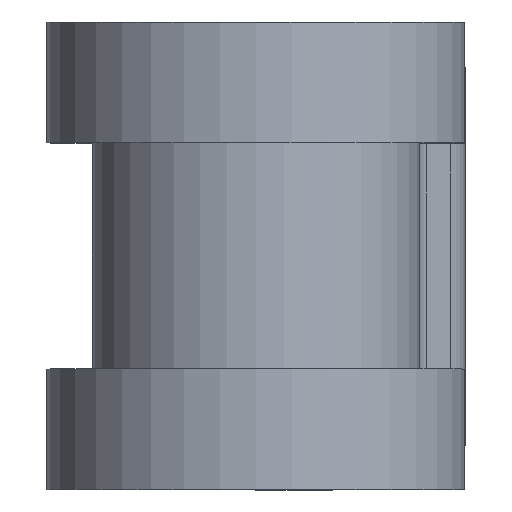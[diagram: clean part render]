
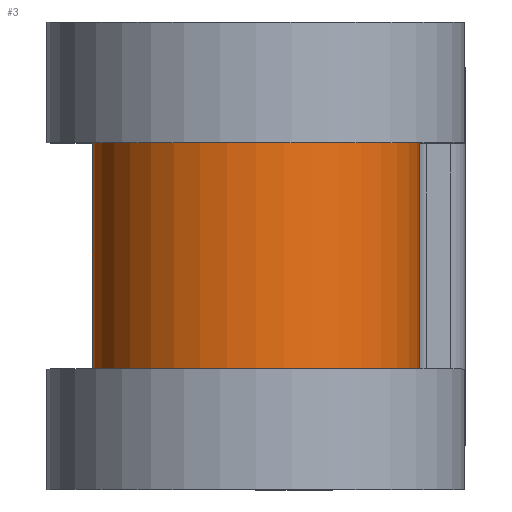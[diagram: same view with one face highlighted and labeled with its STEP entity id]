
A CAD part, top view. The second image highlights one B-rep face of the part: STEP entity #3.
In plain terms, the highlighted cylindrical face has radius 5.512 mm (diameter 11.024 mm), a partial arc.
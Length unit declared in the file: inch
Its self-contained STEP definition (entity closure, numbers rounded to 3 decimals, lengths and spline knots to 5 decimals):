
#3 = ADVANCED_FACE ( 'NONE', ( #923 ), #1243, .T. ) ;
#52 = DIRECTION ( 'NONE',  ( 0., 0., -1. ) ) ;
#83 = EDGE_CURVE ( 'NONE', #440, #1742, #160, .T. ) ;
#146 = ORIENTED_EDGE ( 'NONE', *, *, #1127, .F. ) ;
#160 = CIRCLE ( 'NONE', #617, 0.217 ) ;
#163 = LINE ( 'NONE', #875, #836 ) ;
#216 = ORIENTED_EDGE ( 'NONE', *, *, #83, .T. ) ;
#217 = CARTESIAN_POINT ( 'NONE',  ( 0., 0.25, 0. ) ) ;
#305 = CARTESIAN_POINT ( 'NONE',  ( 0., -0.15, -0.217 ) ) ;
#369 = CARTESIAN_POINT ( 'NONE',  ( 0., 0.15, 0. ) ) ;
#398 = VERTEX_POINT ( 'NONE', #305 ) ;
#427 = AXIS2_PLACEMENT_3D ( 'NONE', #217, #757, #620 ) ;
#434 = VECTOR ( 'NONE', #1476, 39.37008 ) ;
#440 = VERTEX_POINT ( 'NONE', #1281 ) ;
#504 = DIRECTION ( 'NONE',  ( 0., 0., -1. ) ) ;
#617 = AXIS2_PLACEMENT_3D ( 'NONE', #369, #1320, #504 ) ;
#620 = DIRECTION ( 'NONE',  ( 0., 0., -1. ) ) ;
#622 = EDGE_CURVE ( 'NONE', #1173, #398, #1684, .T. ) ;
#696 = ORIENTED_EDGE ( 'NONE', *, *, #861, .T. ) ;
#697 = EDGE_LOOP ( 'NONE', ( #146, #216, #696, #1679 ) ) ;
#757 = DIRECTION ( 'NONE',  ( 0., -1., 0. ) ) ;
#793 = LINE ( 'NONE', #1472, #434 ) ;
#836 = VECTOR ( 'NONE', #1148, 39.37008 ) ;
#860 = DIRECTION ( 'NONE',  ( 0., -1., 0. ) ) ;
#861 = EDGE_CURVE ( 'NONE', #1742, #398, #163, .T. ) ;
#875 = CARTESIAN_POINT ( 'NONE',  ( 0., 0.25, -0.217 ) ) ;
#923 = FACE_OUTER_BOUND ( 'NONE', #697, .T. ) ;
#1127 = EDGE_CURVE ( 'NONE', #440, #1173, #793, .T. ) ;
#1148 = DIRECTION ( 'NONE',  ( 0., -1., 0. ) ) ;
#1173 = VERTEX_POINT ( 'NONE', #1361 ) ;
#1243 = CYLINDRICAL_SURFACE ( 'NONE', #427, 0.217 ) ;
#1281 = CARTESIAN_POINT ( 'NONE',  ( 0.217, 0.15, 0. ) ) ;
#1320 = DIRECTION ( 'NONE',  ( 0., -1., 0. ) ) ;
#1361 = CARTESIAN_POINT ( 'NONE',  ( 0.217, -0.15, 0. ) ) ;
#1437 = AXIS2_PLACEMENT_3D ( 'NONE', #1671, #860, #52 ) ;
#1472 = CARTESIAN_POINT ( 'NONE',  ( 0.217, 0.25, 0. ) ) ;
#1476 = DIRECTION ( 'NONE',  ( 0., -1., 0. ) ) ;
#1671 = CARTESIAN_POINT ( 'NONE',  ( 0., -0.15, 0. ) ) ;
#1679 = ORIENTED_EDGE ( 'NONE', *, *, #622, .F. ) ;
#1682 = CARTESIAN_POINT ( 'NONE',  ( 0., 0.15, -0.217 ) ) ;
#1684 = CIRCLE ( 'NONE', #1437, 0.217 ) ;
#1742 = VERTEX_POINT ( 'NONE', #1682 ) ;
